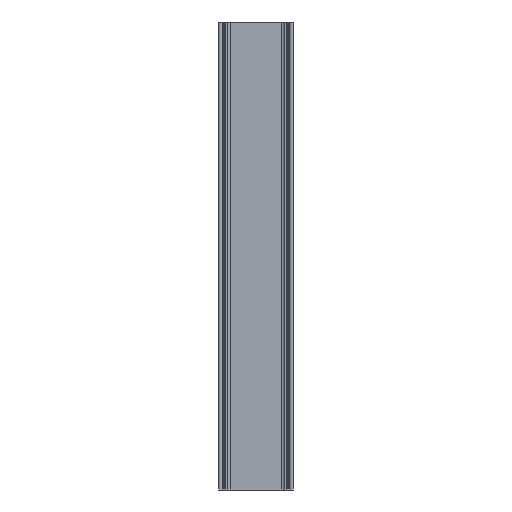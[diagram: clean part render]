
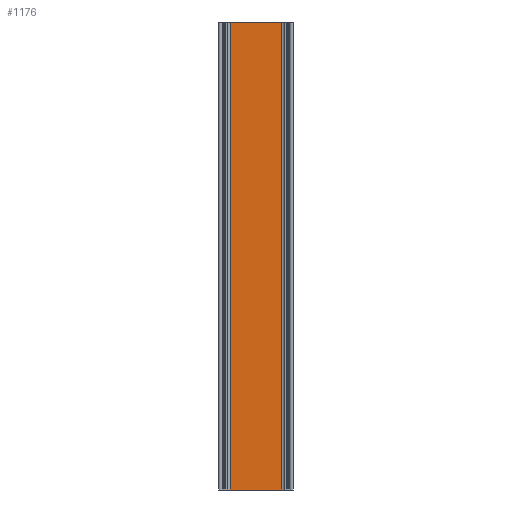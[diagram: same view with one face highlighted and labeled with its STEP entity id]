
A CAD part, front view. The second image highlights one B-rep face of the part: STEP entity #1176.
In plain terms, the highlighted planar face has unit normal (0, -1, 0).
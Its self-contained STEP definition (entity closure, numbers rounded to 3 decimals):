
#1106 = VERTEX_POINT ( 'NONE', #3833 ) ;
#1111 = EDGE_CURVE ( 'NONE', #1215, #1106, #3908, .T. ) ;
#1135 = EDGE_CURVE ( 'NONE', #1381, #1233, #3785, .T. ) ;
#1173 = EDGE_LOOP ( 'NONE', ( #1178, #1551, #1177, #1182 ) ) ;
#1176 = ADVANCED_FACE ( 'NONE', ( #3989 ), #3999, .T. ) ;
#1177 = ORIENTED_EDGE ( 'NONE', *, *, #1232, .T. ) ;
#1178 = ORIENTED_EDGE ( 'NONE', *, *, #1379, .T. ) ;
#1182 = ORIENTED_EDGE ( 'NONE', *, *, #1111, .T. ) ;
#1215 = VERTEX_POINT ( 'NONE', #4128 ) ;
#1232 = EDGE_CURVE ( 'NONE', #1233, #1215, #4001, .T. ) ;
#1233 = VERTEX_POINT ( 'NONE', #4126 ) ;
#1379 = EDGE_CURVE ( 'NONE', #1106, #1381, #4109, .T. ) ;
#1381 = VERTEX_POINT ( 'NONE', #4035 ) ;
#1551 = ORIENTED_EDGE ( 'NONE', *, *, #1135, .T. ) ;
#3776 = DIRECTION ( 'NONE',  ( 0., 0., 1. ) ) ;
#3777 = VECTOR ( 'NONE', #3776, 1000. ) ;
#3784 = CARTESIAN_POINT ( 'NONE',  ( 1243.611, 928.52, 0. ) ) ;
#3785 = LINE ( 'NONE', #3784, #3777 ) ;
#3825 = CARTESIAN_POINT ( 'NONE',  ( 1188.611, 928.52, 0. ) ) ;
#3833 = CARTESIAN_POINT ( 'NONE',  ( 1188.611, 928.52, 0. ) ) ;
#3906 = DIRECTION ( 'NONE',  ( 0., 0., -1. ) ) ;
#3907 = VECTOR ( 'NONE', #3906, 1000. ) ;
#3908 = LINE ( 'NONE', #3825, #3907 ) ;
#3989 = FACE_OUTER_BOUND ( 'NONE', #1173, .T. ) ;
#3999 = PLANE ( 'NONE',  #4010 ) ;
#4001 = LINE ( 'NONE', #4080, #4079 ) ;
#4005 = DIRECTION ( 'NONE',  ( 0., 0., -1. ) ) ;
#4006 = DIRECTION ( 'NONE',  ( 0., -1., 0. ) ) ;
#4010 = AXIS2_PLACEMENT_3D ( 'NONE', #4020, #4006, #4005 ) ;
#4020 = CARTESIAN_POINT ( 'NONE',  ( 1243.611, 928.52, 0. ) ) ;
#4034 = CARTESIAN_POINT ( 'NONE',  ( 1243.611, 928.52, 0. ) ) ;
#4035 = CARTESIAN_POINT ( 'NONE',  ( 1243.611, 928.52, 0. ) ) ;
#4078 = DIRECTION ( 'NONE',  ( -1., 0., 0. ) ) ;
#4079 = VECTOR ( 'NONE', #4078, 1000. ) ;
#4080 = CARTESIAN_POINT ( 'NONE',  ( 1243.611, 928.52, 500. ) ) ;
#4107 = DIRECTION ( 'NONE',  ( 1., 0., 0. ) ) ;
#4108 = VECTOR ( 'NONE', #4107, 1000. ) ;
#4109 = LINE ( 'NONE', #4034, #4108 ) ;
#4126 = CARTESIAN_POINT ( 'NONE',  ( 1243.611, 928.52, 500. ) ) ;
#4128 = CARTESIAN_POINT ( 'NONE',  ( 1188.611, 928.52, 500. ) ) ;
